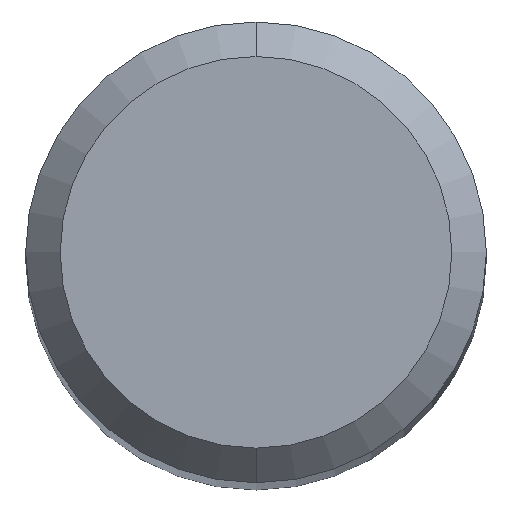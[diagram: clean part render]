
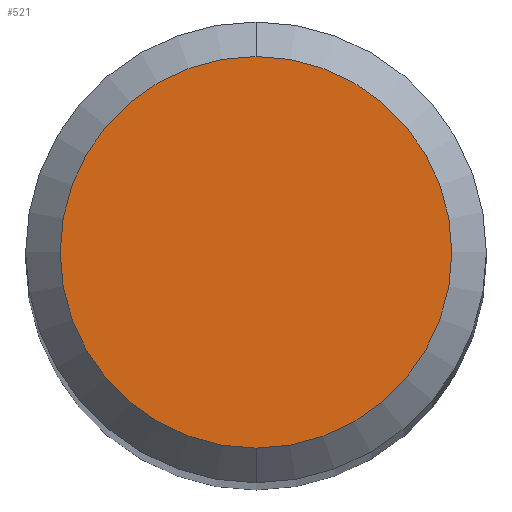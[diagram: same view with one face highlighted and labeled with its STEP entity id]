
A CAD part, top view. The second image highlights one B-rep face of the part: STEP entity #521.
In plain terms, the highlighted planar face has unit normal (0, 0, 1).
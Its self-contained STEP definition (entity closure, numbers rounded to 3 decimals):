
#451=EDGE_CURVE('',#637,#545,#1122,.T.);
#521=ADVANCED_FACE('',(#1199),#1200,.T.);
#545=VERTEX_POINT('',#1226);
#637=VERTEX_POINT('',#1323);
#725=EDGE_CURVE('',#545,#637,#1416,.T.);
#1122=CIRCLE('',#2208,1.7);
#1199=FACE_OUTER_BOUND('',#2462,.T.);
#1200=PLANE('',#2463);
#1226=CARTESIAN_POINT('',(0.,-1.7,0.0));
#1323=CARTESIAN_POINT('',(0.0,1.7,0.0));
#1416=CIRCLE('',#3172,1.7);
#2208=AXIS2_PLACEMENT_3D('',#4677,#4678,#4679);
#2462=EDGE_LOOP('',(#4788,#4789));
#2463=AXIS2_PLACEMENT_3D('',#4790,#4791,#4792);
#3172=AXIS2_PLACEMENT_3D('',#4963,#4964,#4965);
#4677=CARTESIAN_POINT('',(0.0,0.0,0.0));
#4678=DIRECTION('',(0.0,0.0,-1.0));
#4679=DIRECTION('',(0.0,1.0,0.0));
#4788=ORIENTED_EDGE('',*,*,#451,.F.);
#4789=ORIENTED_EDGE('',*,*,#725,.F.);
#4790=CARTESIAN_POINT('',(0.0,0.85,0.0));
#4791=DIRECTION('',(-0.0,0.0,1.0));
#4792=DIRECTION('',(0.0,-1.0,0.0));
#4963=CARTESIAN_POINT('',(0.0,0.0,0.0));
#4964=DIRECTION('',(0.0,0.0,-1.0));
#4965=DIRECTION('',(0.0,1.0,0.0));
